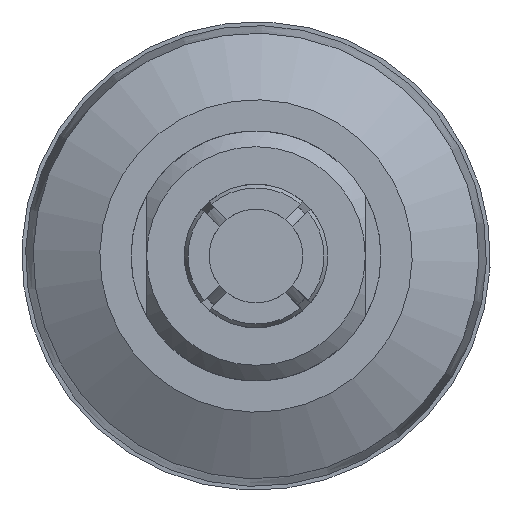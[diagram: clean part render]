
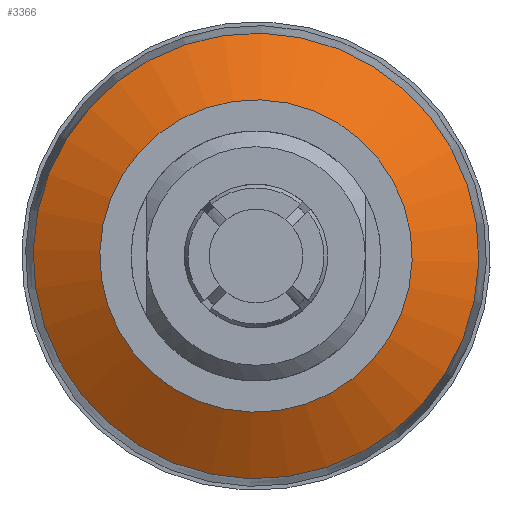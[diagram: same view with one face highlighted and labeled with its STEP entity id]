
A CAD part, left-side view. The second image highlights one B-rep face of the part: STEP entity #3366.
In plain terms, the highlighted conical face has half-angle 60 degrees and reference radius 12.133 mm.
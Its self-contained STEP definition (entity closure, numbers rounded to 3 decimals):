
#244=CONICAL_SURFACE('',#3663,12.133,1.047);
#526=FACE_OUTER_BOUND('',#717,.T.);
#717=EDGE_LOOP('',(#2597,#2598,#2599,#2600,#2601,#2602));
#900=LINE('',#5335,#1071);
#1071=VECTOR('',#4315,12.133);
#1254=CIRCLE('',#3646,10.);
#1255=CIRCLE('',#3647,10.);
#1265=CIRCLE('',#3661,14.266);
#1266=CIRCLE('',#3662,14.266);
#1513=VERTEX_POINT('',#5301);
#1514=VERTEX_POINT('',#5302);
#1524=VERTEX_POINT('',#5329);
#1525=VERTEX_POINT('',#5331);
#1902=EDGE_CURVE('',#1513,#1514,#1254,.T.);
#1903=EDGE_CURVE('',#1514,#1513,#1255,.T.);
#1916=EDGE_CURVE('',#1524,#1525,#1265,.T.);
#1917=EDGE_CURVE('',#1525,#1524,#1266,.T.);
#1918=EDGE_CURVE('',#1524,#1514,#900,.T.);
#2597=ORIENTED_EDGE('',*,*,#1917,.F.);
#2598=ORIENTED_EDGE('',*,*,#1916,.F.);
#2599=ORIENTED_EDGE('',*,*,#1918,.T.);
#2600=ORIENTED_EDGE('',*,*,#1903,.T.);
#2601=ORIENTED_EDGE('',*,*,#1902,.T.);
#2602=ORIENTED_EDGE('',*,*,#1918,.F.);
#3366=ADVANCED_FACE('',(#526),#244,.T.);
#3646=AXIS2_PLACEMENT_3D('',#5303,#4276,#4277);
#3647=AXIS2_PLACEMENT_3D('',#5304,#4278,#4279);
#3661=AXIS2_PLACEMENT_3D('',#5332,#4309,#4310);
#3662=AXIS2_PLACEMENT_3D('',#5333,#4311,#4312);
#3663=AXIS2_PLACEMENT_3D('',#5334,#4313,#4314);
#4276=DIRECTION('center_axis',(1.,0.,0.));
#4277=DIRECTION('ref_axis',(0.,0.028,-1.));
#4278=DIRECTION('center_axis',(1.,0.,0.));
#4279=DIRECTION('ref_axis',(0.,0.028,-1.));
#4309=DIRECTION('center_axis',(1.,0.,0.));
#4310=DIRECTION('ref_axis',(0.,0.028,-1.));
#4311=DIRECTION('center_axis',(1.,0.,0.));
#4312=DIRECTION('ref_axis',(0.,0.028,-1.));
#4313=DIRECTION('center_axis',(1.,0.,0.));
#4314=DIRECTION('ref_axis',(0.,0.028,-1.));
#4315=DIRECTION('',(-0.5,0.024,-0.866));
#5301=CARTESIAN_POINT('',(-82.7,0.28,-9.996));
#5302=CARTESIAN_POINT('',(-82.7,-0.28,9.996));
#5303=CARTESIAN_POINT('Origin',(-82.7,0.,0.));
#5304=CARTESIAN_POINT('Origin',(-82.7,0.,0.));
#5329=CARTESIAN_POINT('',(-80.237,-0.4,14.26));
#5331=CARTESIAN_POINT('',(-80.237,0.4,-14.26));
#5332=CARTESIAN_POINT('Origin',(-80.237,0.,
0.));
#5333=CARTESIAN_POINT('Origin',(-80.237,0.,
0.));
#5334=CARTESIAN_POINT('Origin',(-81.469,0.,
0.));
#5335=CARTESIAN_POINT('',(-81.469,-0.34,12.128));
